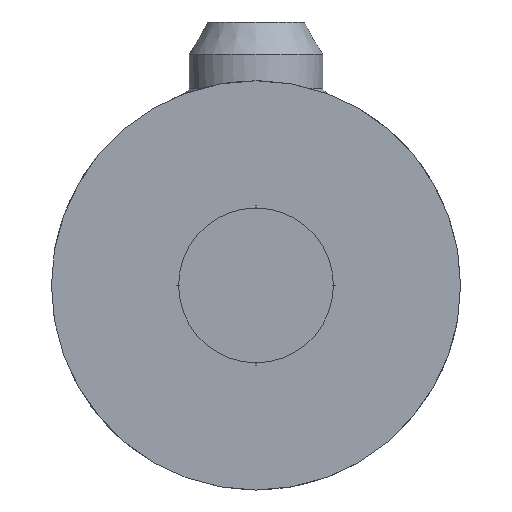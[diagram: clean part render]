
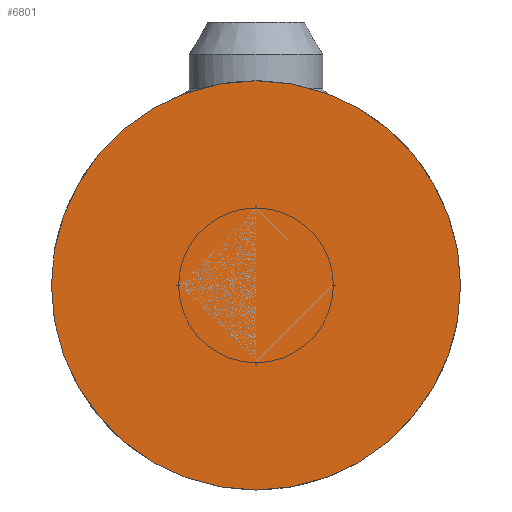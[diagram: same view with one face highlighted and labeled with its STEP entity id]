
A CAD part, left-side view. The second image highlights one B-rep face of the part: STEP entity #6801.
In plain terms, the highlighted planar face has unit normal (-1, 0, 0).
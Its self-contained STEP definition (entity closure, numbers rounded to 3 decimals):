
#124=LINE('',#9612,#738);
#125=LINE('',#9617,#739);
#126=LINE('',#9620,#740);
#127=LINE('',#9625,#741);
#128=LINE('',#9628,#742);
#129=LINE('',#9633,#743);
#130=LINE('',#9636,#744);
#131=LINE('',#9641,#745);
#738=VECTOR('',#7829,1000.);
#739=VECTOR('',#7832,1000.);
#740=VECTOR('',#7835,1000.);
#741=VECTOR('',#7838,1000.);
#742=VECTOR('',#7841,1000.);
#743=VECTOR('',#7844,1000.);
#744=VECTOR('',#7847,1000.);
#745=VECTOR('',#7850,1000.);
#1437=CIRCLE('',#7258,27.5);
#1438=CIRCLE('',#7260,10.3);
#1439=CIRCLE('',#7261,10.7);
#1440=CIRCLE('',#7262,10.3);
#1441=CIRCLE('',#7263,10.7);
#1442=CIRCLE('',#7264,10.3);
#1443=CIRCLE('',#7265,10.7);
#1444=CIRCLE('',#7266,10.3);
#1445=CIRCLE('',#7267,10.7);
#1645=ORIENTED_EDGE('',*,*,#3697,.F.);
#1646=ORIENTED_EDGE('',*,*,#3698,.F.);
#1647=ORIENTED_EDGE('',*,*,#3699,.T.);
#1648=ORIENTED_EDGE('',*,*,#3700,.F.);
#1649=ORIENTED_EDGE('',*,*,#3701,.F.);
#1650=ORIENTED_EDGE('',*,*,#3702,.F.);
#1651=ORIENTED_EDGE('',*,*,#3703,.T.);
#1652=ORIENTED_EDGE('',*,*,#3704,.F.);
#1653=ORIENTED_EDGE('',*,*,#3705,.F.);
#1654=ORIENTED_EDGE('',*,*,#3706,.F.);
#1655=ORIENTED_EDGE('',*,*,#3707,.T.);
#1656=ORIENTED_EDGE('',*,*,#3708,.F.);
#1657=ORIENTED_EDGE('',*,*,#3709,.F.);
#1658=ORIENTED_EDGE('',*,*,#3710,.F.);
#1659=ORIENTED_EDGE('',*,*,#3711,.T.);
#1660=ORIENTED_EDGE('',*,*,#3712,.F.);
#1661=ORIENTED_EDGE('',*,*,#3713,.F.);
#3697=EDGE_CURVE('',#4725,#4725,#1437,.T.);
#3698=EDGE_CURVE('',#4726,#4727,#124,.T.);
#3699=EDGE_CURVE('',#4726,#4728,#1438,.F.);
#3700=EDGE_CURVE('',#4729,#4728,#125,.F.);
#3701=EDGE_CURVE('',#4727,#4729,#1439,.F.);
#3702=EDGE_CURVE('',#4730,#4731,#126,.T.);
#3703=EDGE_CURVE('',#4730,#4732,#1440,.F.);
#3704=EDGE_CURVE('',#4733,#4732,#127,.F.);
#3705=EDGE_CURVE('',#4731,#4733,#1441,.F.);
#3706=EDGE_CURVE('',#4734,#4735,#128,.T.);
#3707=EDGE_CURVE('',#4734,#4736,#1442,.F.);
#3708=EDGE_CURVE('',#4737,#4736,#129,.F.);
#3709=EDGE_CURVE('',#4735,#4737,#1443,.F.);
#3710=EDGE_CURVE('',#4738,#4739,#130,.T.);
#3711=EDGE_CURVE('',#4738,#4740,#1444,.F.);
#3712=EDGE_CURVE('',#4741,#4740,#131,.F.);
#3713=EDGE_CURVE('',#4739,#4741,#1445,.F.);
#4725=VERTEX_POINT('',#9610);
#4726=VERTEX_POINT('',#9613);
#4727=VERTEX_POINT('',#9614);
#4728=VERTEX_POINT('',#9616);
#4729=VERTEX_POINT('',#9618);
#4730=VERTEX_POINT('',#9621);
#4731=VERTEX_POINT('',#9622);
#4732=VERTEX_POINT('',#9624);
#4733=VERTEX_POINT('',#9626);
#4734=VERTEX_POINT('',#9629);
#4735=VERTEX_POINT('',#9630);
#4736=VERTEX_POINT('',#9632);
#4737=VERTEX_POINT('',#9634);
#4738=VERTEX_POINT('',#9637);
#4739=VERTEX_POINT('',#9638);
#4740=VERTEX_POINT('',#9640);
#4741=VERTEX_POINT('',#9642);
#5646=EDGE_LOOP('',(#1645));
#5647=EDGE_LOOP('',(#1646,#1647,#1648,#1649));
#5648=EDGE_LOOP('',(#1650,#1651,#1652,#1653));
#5649=EDGE_LOOP('',(#1654,#1655,#1656,#1657));
#5650=EDGE_LOOP('',(#1658,#1659,#1660,#1661));
#6110=FACE_BOUND('',#5646,.T.);
#6111=FACE_BOUND('',#5647,.T.);
#6112=FACE_BOUND('',#5648,.T.);
#6113=FACE_BOUND('',#5649,.T.);
#6114=FACE_BOUND('',#5650,.T.);
#6570=PLANE('',#7259);
#6801=ADVANCED_FACE('',(#6110,#6111,#6112,#6113,#6114),#6570,.F.);
#7258=AXIS2_PLACEMENT_3D('',#9609,#7825,#7826);
#7259=AXIS2_PLACEMENT_3D('',#9611,#7827,#7828);
#7260=AXIS2_PLACEMENT_3D('',#9615,#7830,#7831);
#7261=AXIS2_PLACEMENT_3D('',#9619,#7833,#7834);
#7262=AXIS2_PLACEMENT_3D('',#9623,#7836,#7837);
#7263=AXIS2_PLACEMENT_3D('',#9627,#7839,#7840);
#7264=AXIS2_PLACEMENT_3D('',#9631,#7842,#7843);
#7265=AXIS2_PLACEMENT_3D('',#9635,#7845,#7846);
#7266=AXIS2_PLACEMENT_3D('',#9639,#7848,#7849);
#7267=AXIS2_PLACEMENT_3D('',#9643,#7851,#7852);
#7825=DIRECTION('',(1.,0.,0.));
#7826=DIRECTION('',(0.,0.,1.));
#7827=DIRECTION('',(1.,0.,0.));
#7828=DIRECTION('',(0.,0.,1.));
#7829=DIRECTION('',(0.,1.,0.));
#7830=DIRECTION('',(1.,0.,0.));
#7831=DIRECTION('',(0.,1.,0.));
#7832=DIRECTION('',(0.,1.,0.));
#7833=DIRECTION('',(1.,0.,0.));
#7834=DIRECTION('',(0.,1.,0.));
#7835=DIRECTION('',(0.,0.,1.));
#7836=DIRECTION('',(1.,0.,0.));
#7837=DIRECTION('',(0.,1.,0.));
#7838=DIRECTION('',(0.,0.,1.));
#7839=DIRECTION('',(1.,0.,0.));
#7840=DIRECTION('',(0.,1.,0.));
#7841=DIRECTION('',(0.,-1.,0.));
#7842=DIRECTION('',(1.,0.,0.));
#7843=DIRECTION('',(0.,1.,0.));
#7844=DIRECTION('',(0.,-1.,0.));
#7845=DIRECTION('',(1.,0.,0.));
#7846=DIRECTION('',(0.,1.,0.));
#7847=DIRECTION('',(0.,0.,-1.));
#7848=DIRECTION('',(1.,0.,0.));
#7849=DIRECTION('',(0.,1.,0.));
#7850=DIRECTION('',(0.,0.,-1.));
#7851=DIRECTION('',(1.,0.,0.));
#7852=DIRECTION('',(0.,1.,0.));
#9609=CARTESIAN_POINT('',(-20.584,0.,0.));
#9610=CARTESIAN_POINT('',(-20.584,0.,27.5));
#9611=CARTESIAN_POINT('',(-20.584,0.,38.312));
#9612=CARTESIAN_POINT('',(-20.584,27.501,0.018));
#9613=CARTESIAN_POINT('',(-20.584,10.3,0.018));
#9614=CARTESIAN_POINT('',(-20.584,10.7,0.018));
#9615=CARTESIAN_POINT('',(-20.584,0.,0.));
#9616=CARTESIAN_POINT('',(-20.584,10.3,-0.018));
#9617=CARTESIAN_POINT('',(-20.584,27.501,-0.018));
#9618=CARTESIAN_POINT('',(-20.584,10.7,-0.018));
#9619=CARTESIAN_POINT('',(-20.584,0.,0.));
#9620=CARTESIAN_POINT('',(-20.584,-0.018,27.5));
#9621=CARTESIAN_POINT('',(-20.584,-0.018,10.3));
#9622=CARTESIAN_POINT('',(-20.584,-0.018,10.7));
#9623=CARTESIAN_POINT('',(-20.584,0.,0.));
#9624=CARTESIAN_POINT('',(-20.584,0.018,10.3));
#9625=CARTESIAN_POINT('',(-20.584,0.018,27.5));
#9626=CARTESIAN_POINT('',(-20.584,0.018,10.7));
#9627=CARTESIAN_POINT('',(-20.584,0.,0.));
#9628=CARTESIAN_POINT('',(-20.584,-27.501,-0.018));
#9629=CARTESIAN_POINT('',(-20.584,-10.3,-0.018));
#9630=CARTESIAN_POINT('',(-20.584,-10.7,-0.018));
#9631=CARTESIAN_POINT('',(-20.584,0.,0.));
#9632=CARTESIAN_POINT('',(-20.584,-10.3,0.018));
#9633=CARTESIAN_POINT('',(-20.584,-27.501,0.018));
#9634=CARTESIAN_POINT('',(-20.584,-10.7,0.018));
#9635=CARTESIAN_POINT('',(-20.584,0.,0.));
#9636=CARTESIAN_POINT('',(-20.584,0.018,-27.501));
#9637=CARTESIAN_POINT('',(-20.584,0.018,-10.3));
#9638=CARTESIAN_POINT('',(-20.584,0.018,-10.7));
#9639=CARTESIAN_POINT('',(-20.584,0.,0.));
#9640=CARTESIAN_POINT('',(-20.584,-0.018,-10.3));
#9641=CARTESIAN_POINT('',(-20.584,-0.018,-27.501));
#9642=CARTESIAN_POINT('',(-20.584,-0.018,-10.7));
#9643=CARTESIAN_POINT('',(-20.584,0.,0.));
